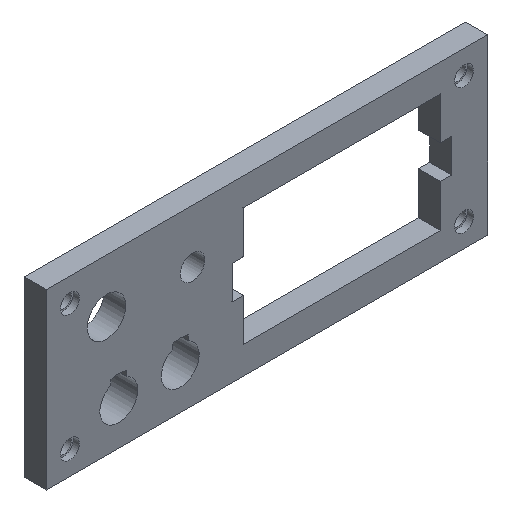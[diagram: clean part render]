
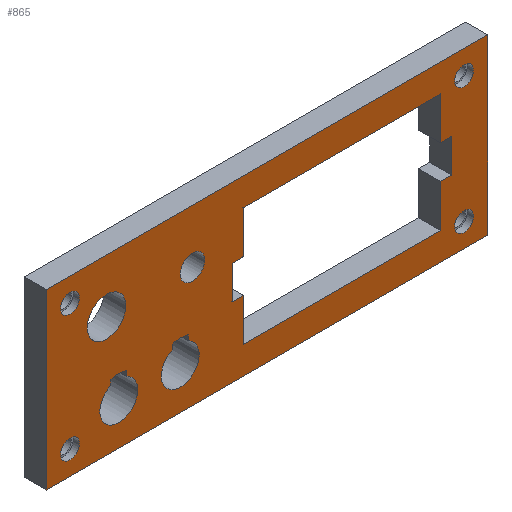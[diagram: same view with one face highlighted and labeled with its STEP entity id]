
A CAD part, isometric view. The second image highlights one B-rep face of the part: STEP entity #865.
In plain terms, the highlighted planar face has unit normal (0, -1, 0).
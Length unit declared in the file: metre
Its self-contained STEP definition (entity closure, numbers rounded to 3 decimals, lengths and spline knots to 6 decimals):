
#12=PLANE('',#932);
#46=LINE('',#1294,#122);
#47=LINE('',#1299,#123);
#48=LINE('',#1310,#124);
#49=LINE('',#1313,#125);
#50=LINE('',#1315,#126);
#51=LINE('',#1317,#127);
#52=LINE('',#1322,#128);
#53=LINE('',#1325,#129);
#54=LINE('',#1327,#130);
#55=LINE('',#1329,#131);
#56=LINE('',#1331,#132);
#57=LINE('',#1333,#133);
#58=LINE('',#1335,#134);
#59=LINE('',#1337,#135);
#60=LINE('',#1339,#136);
#61=LINE('',#1341,#137);
#62=LINE('',#1343,#138);
#63=LINE('',#1345,#139);
#64=LINE('',#1349,#140);
#65=LINE('',#1350,#141);
#122=VECTOR('',#1033,1.);
#123=VECTOR('',#1036,1.);
#124=VECTOR('',#1047,1.);
#125=VECTOR('',#1048,1.);
#126=VECTOR('',#1049,1.);
#127=VECTOR('',#1050,1.);
#128=VECTOR('',#1055,1.);
#129=VECTOR('',#1056,1.);
#130=VECTOR('',#1057,1.);
#131=VECTOR('',#1058,1.);
#132=VECTOR('',#1059,1.);
#133=VECTOR('',#1060,1.);
#134=VECTOR('',#1061,1.);
#135=VECTOR('',#1062,1.);
#136=VECTOR('',#1063,1.);
#137=VECTOR('',#1064,1.);
#138=VECTOR('',#1065,1.);
#139=VECTOR('',#1066,1.);
#140=VECTOR('',#1069,1.);
#141=VECTOR('',#1070,1.);
#200=ORIENTED_EDGE('',*,*,#432,.F.);
#201=ORIENTED_EDGE('',*,*,#433,.F.);
#202=ORIENTED_EDGE('',*,*,#434,.T.);
#203=ORIENTED_EDGE('',*,*,#435,.F.);
#204=ORIENTED_EDGE('',*,*,#436,.F.);
#205=ORIENTED_EDGE('',*,*,#437,.F.);
#206=ORIENTED_EDGE('',*,*,#438,.F.);
#207=ORIENTED_EDGE('',*,*,#439,.F.);
#208=ORIENTED_EDGE('',*,*,#440,.T.);
#209=ORIENTED_EDGE('',*,*,#441,.T.);
#210=ORIENTED_EDGE('',*,*,#442,.F.);
#211=ORIENTED_EDGE('',*,*,#443,.F.);
#212=ORIENTED_EDGE('',*,*,#444,.F.);
#213=ORIENTED_EDGE('',*,*,#445,.F.);
#214=ORIENTED_EDGE('',*,*,#446,.F.);
#215=ORIENTED_EDGE('',*,*,#447,.T.);
#216=ORIENTED_EDGE('',*,*,#448,.F.);
#217=ORIENTED_EDGE('',*,*,#449,.F.);
#218=ORIENTED_EDGE('',*,*,#450,.T.);
#219=ORIENTED_EDGE('',*,*,#451,.F.);
#220=ORIENTED_EDGE('',*,*,#452,.F.);
#221=ORIENTED_EDGE('',*,*,#453,.F.);
#222=ORIENTED_EDGE('',*,*,#454,.T.);
#223=ORIENTED_EDGE('',*,*,#455,.T.);
#224=ORIENTED_EDGE('',*,*,#456,.T.);
#225=ORIENTED_EDGE('',*,*,#457,.F.);
#226=ORIENTED_EDGE('',*,*,#458,.F.);
#227=ORIENTED_EDGE('',*,*,#459,.T.);
#228=ORIENTED_EDGE('',*,*,#428,.F.);
#229=ORIENTED_EDGE('',*,*,#460,.F.);
#428=EDGE_CURVE('',#544,#545,#628,.T.);
#432=EDGE_CURVE('',#548,#549,#46,.T.);
#433=EDGE_CURVE('',#550,#548,#630,.T.);
#434=EDGE_CURVE('',#550,#551,#47,.T.);
#435=EDGE_CURVE('',#549,#551,#631,.T.);
#436=EDGE_CURVE('',#552,#552,#632,.T.);
#437=EDGE_CURVE('',#553,#553,#633,.T.);
#438=EDGE_CURVE('',#554,#554,#634,.T.);
#439=EDGE_CURVE('',#555,#555,#635,.T.);
#440=EDGE_CURVE('',#556,#557,#48,.T.);
#441=EDGE_CURVE('',#557,#558,#49,.T.);
#442=EDGE_CURVE('',#559,#558,#50,.T.);
#443=EDGE_CURVE('',#556,#559,#51,.T.);
#444=EDGE_CURVE('',#560,#560,#636,.T.);
#445=EDGE_CURVE('',#561,#561,#637,.T.);
#446=EDGE_CURVE('',#562,#563,#52,.T.);
#447=EDGE_CURVE('',#562,#564,#53,.T.);
#448=EDGE_CURVE('',#565,#564,#54,.T.);
#449=EDGE_CURVE('',#566,#565,#55,.T.);
#450=EDGE_CURVE('',#566,#567,#56,.T.);
#451=EDGE_CURVE('',#568,#567,#57,.T.);
#452=EDGE_CURVE('',#569,#568,#58,.T.);
#453=EDGE_CURVE('',#570,#569,#59,.T.);
#454=EDGE_CURVE('',#570,#571,#60,.T.);
#455=EDGE_CURVE('',#571,#572,#61,.T.);
#456=EDGE_CURVE('',#572,#573,#62,.T.);
#457=EDGE_CURVE('',#563,#573,#63,.T.);
#458=EDGE_CURVE('',#574,#575,#638,.T.);
#459=EDGE_CURVE('',#574,#545,#64,.T.);
#460=EDGE_CURVE('',#575,#544,#65,.T.);
#544=VERTEX_POINT('',#1286);
#545=VERTEX_POINT('',#1287);
#548=VERTEX_POINT('',#1295);
#549=VERTEX_POINT('',#1296);
#550=VERTEX_POINT('',#1298);
#551=VERTEX_POINT('',#1300);
#552=VERTEX_POINT('',#1303);
#553=VERTEX_POINT('',#1305);
#554=VERTEX_POINT('',#1307);
#555=VERTEX_POINT('',#1309);
#556=VERTEX_POINT('',#1311);
#557=VERTEX_POINT('',#1312);
#558=VERTEX_POINT('',#1314);
#559=VERTEX_POINT('',#1316);
#560=VERTEX_POINT('',#1319);
#561=VERTEX_POINT('',#1321);
#562=VERTEX_POINT('',#1323);
#563=VERTEX_POINT('',#1324);
#564=VERTEX_POINT('',#1326);
#565=VERTEX_POINT('',#1328);
#566=VERTEX_POINT('',#1330);
#567=VERTEX_POINT('',#1332);
#568=VERTEX_POINT('',#1334);
#569=VERTEX_POINT('',#1336);
#570=VERTEX_POINT('',#1338);
#571=VERTEX_POINT('',#1340);
#572=VERTEX_POINT('',#1342);
#573=VERTEX_POINT('',#1344);
#574=VERTEX_POINT('',#1347);
#575=VERTEX_POINT('',#1348);
#628=CIRCLE('',#930,0.006);
#630=CIRCLE('',#933,0.0075);
#631=CIRCLE('',#934,0.006);
#632=CIRCLE('',#935,0.003);
#633=CIRCLE('',#936,0.003);
#634=CIRCLE('',#937,0.003);
#635=CIRCLE('',#938,0.003);
#636=CIRCLE('',#939,0.003875);
#637=CIRCLE('',#940,0.006125);
#638=CIRCLE('',#941,0.0075);
#669=EDGE_LOOP('',(#200,#201,#202,#203));
#670=EDGE_LOOP('',(#204));
#671=EDGE_LOOP('',(#205));
#672=EDGE_LOOP('',(#206));
#673=EDGE_LOOP('',(#207));
#674=EDGE_LOOP('',(#208,#209,#210,#211));
#675=EDGE_LOOP('',(#212));
#676=EDGE_LOOP('',(#213));
#677=EDGE_LOOP('',(#214,#215,#216,#217,#218,#219,#220,#221,#222,#223,#224,
#225));
#678=EDGE_LOOP('',(#226,#227,#228,#229));
#757=FACE_BOUND('',#669,.T.);
#758=FACE_BOUND('',#670,.T.);
#759=FACE_BOUND('',#671,.T.);
#760=FACE_BOUND('',#672,.T.);
#761=FACE_BOUND('',#673,.T.);
#762=FACE_BOUND('',#674,.T.);
#763=FACE_BOUND('',#675,.T.);
#764=FACE_BOUND('',#676,.T.);
#765=FACE_BOUND('',#677,.T.);
#766=FACE_BOUND('',#678,.T.);
#865=ADVANCED_FACE('',(#757,#758,#759,#760,#761,#762,#763,#764,#765,#766),
#12,.T.);
#930=AXIS2_PLACEMENT_3D('',#1285,#1025,#1026);
#932=AXIS2_PLACEMENT_3D('',#1293,#1031,#1032);
#933=AXIS2_PLACEMENT_3D('',#1297,#1034,#1035);
#934=AXIS2_PLACEMENT_3D('',#1301,#1037,#1038);
#935=AXIS2_PLACEMENT_3D('',#1302,#1039,#1040);
#936=AXIS2_PLACEMENT_3D('',#1304,#1041,#1042);
#937=AXIS2_PLACEMENT_3D('',#1306,#1043,#1044);
#938=AXIS2_PLACEMENT_3D('',#1308,#1045,#1046);
#939=AXIS2_PLACEMENT_3D('',#1318,#1051,#1052);
#940=AXIS2_PLACEMENT_3D('',#1320,#1053,#1054);
#941=AXIS2_PLACEMENT_3D('',#1346,#1067,#1068);
#1025=DIRECTION('',(0.,-1.,0.));
#1026=DIRECTION('',(0.,0.,-1.));
#1031=DIRECTION('',(0.,-1.,0.));
#1032=DIRECTION('',(1.,0.,0.));
#1033=DIRECTION('',(0.,0.,-1.));
#1034=DIRECTION('',(0.,-1.,0.));
#1035=DIRECTION('',(0.,0.,-1.));
#1036=DIRECTION('',(0.,0.,-1.));
#1037=DIRECTION('',(0.,-1.,0.));
#1038=DIRECTION('',(0.,0.,-1.));
#1039=DIRECTION('',(0.,-1.,0.));
#1040=DIRECTION('',(0.,0.,-1.));
#1041=DIRECTION('',(0.,-1.,0.));
#1042=DIRECTION('',(0.,0.,-1.));
#1043=DIRECTION('',(0.,-1.,0.));
#1044=DIRECTION('',(0.,0.,-1.));
#1045=DIRECTION('',(0.,-1.,0.));
#1046=DIRECTION('',(0.,0.,-1.));
#1047=DIRECTION('',(0.,0.,1.));
#1048=DIRECTION('',(-1.,0.,0.));
#1049=DIRECTION('',(0.,0.,1.));
#1050=DIRECTION('',(-1.,0.,0.));
#1051=DIRECTION('',(0.,-1.,0.));
#1052=DIRECTION('',(0.,0.,-1.));
#1053=DIRECTION('',(0.,-1.,0.));
#1054=DIRECTION('',(0.,0.,-1.));
#1055=DIRECTION('',(-1.,0.,0.));
#1056=DIRECTION('',(0.,0.,1.));
#1057=DIRECTION('',(-1.,0.,0.));
#1058=DIRECTION('',(0.,0.,1.));
#1059=DIRECTION('',(1.,0.,0.));
#1060=DIRECTION('',(0.,0.,1.));
#1061=DIRECTION('',(1.,0.,0.));
#1062=DIRECTION('',(0.,0.,1.));
#1063=DIRECTION('',(-1.,0.,0.));
#1064=DIRECTION('',(0.,0.,1.));
#1065=DIRECTION('',(-1.,0.,0.));
#1066=DIRECTION('',(0.,0.,-1.));
#1067=DIRECTION('',(0.,-1.,0.));
#1068=DIRECTION('',(0.,0.,-1.));
#1069=DIRECTION('',(0.,0.,-1.));
#1070=DIRECTION('',(0.,0.,-1.));
#1285=CARTESIAN_POINT('',(-0.047,-0.007,-0.0145));
#1286=CARTESIAN_POINT('',(-0.0495,-0.007,-0.009046));
#1287=CARTESIAN_POINT('',(-0.0445,-0.007,-0.009046));
#1293=CARTESIAN_POINT('',(0.,-0.007,0.));
#1294=CARTESIAN_POINT('',(-0.03,-0.007,0.));
#1295=CARTESIAN_POINT('',(-0.03,-0.007,-0.007429));
#1296=CARTESIAN_POINT('',(-0.03,-0.007,-0.009046));
#1297=CARTESIAN_POINT('',(-0.0275,-0.007,-0.0145));
#1298=CARTESIAN_POINT('',(-0.025,-0.007,-0.007429));
#1299=CARTESIAN_POINT('',(-0.025,-0.007,0.));
#1300=CARTESIAN_POINT('',(-0.025,-0.007,-0.009046));
#1301=CARTESIAN_POINT('',(-0.0275,-0.007,-0.0145));
#1302=CARTESIAN_POINT('',(-0.06245,-0.007,-0.02));
#1303=CARTESIAN_POINT('',(-0.06245,-0.007,-0.023));
#1304=CARTESIAN_POINT('',(0.06245,-0.007,0.02));
#1305=CARTESIAN_POINT('',(0.06245,-0.007,0.017));
#1306=CARTESIAN_POINT('',(0.06245,-0.007,-0.02));
#1307=CARTESIAN_POINT('',(0.06245,-0.007,-0.023));
#1308=CARTESIAN_POINT('',(-0.06245,-0.007,0.02));
#1309=CARTESIAN_POINT('',(-0.06245,-0.007,0.017));
#1310=CARTESIAN_POINT('',(0.06995,-0.007,0.));
#1311=CARTESIAN_POINT('',(0.06995,-0.007,-0.0275));
#1312=CARTESIAN_POINT('',(0.06995,-0.007,0.0275));
#1313=CARTESIAN_POINT('',(0.,-0.007,0.0275));
#1314=CARTESIAN_POINT('',(-0.06995,-0.007,0.0275));
#1315=CARTESIAN_POINT('',(-0.06995,-0.007,0.));
#1316=CARTESIAN_POINT('',(-0.06995,-0.007,-0.0275));
#1317=CARTESIAN_POINT('',(0.,-0.007,-0.0275));
#1318=CARTESIAN_POINT('',(-0.023625,-0.007,0.0105));
#1319=CARTESIAN_POINT('',(-0.023625,-0.007,0.006625));
#1320=CARTESIAN_POINT('',(-0.050875,-0.007,0.0105));
#1321=CARTESIAN_POINT('',(-0.050875,-0.007,0.004375));
#1322=CARTESIAN_POINT('',(-0.009275,-0.007,0.0053));
#1323=CARTESIAN_POINT('',(-0.0075,-0.007,0.0053));
#1324=CARTESIAN_POINT('',(-0.01105,-0.007,0.0053));
#1325=CARTESIAN_POINT('',(-0.0075,-0.007,0.012025));
#1326=CARTESIAN_POINT('',(-0.0075,-0.007,0.01875));
#1327=CARTESIAN_POINT('',(0.02375,-0.007,0.01875));
#1328=CARTESIAN_POINT('',(0.055,-0.007,0.01875));
#1329=CARTESIAN_POINT('',(0.055,-0.007,0.012025));
#1330=CARTESIAN_POINT('',(0.055,-0.007,0.0053));
#1331=CARTESIAN_POINT('',(0.056775,-0.007,0.0053));
#1332=CARTESIAN_POINT('',(0.05855,-0.007,0.0053));
#1333=CARTESIAN_POINT('',(0.05855,-0.007,0.));
#1334=CARTESIAN_POINT('',(0.05855,-0.007,-0.0053));
#1335=CARTESIAN_POINT('',(0.056775,-0.007,-0.0053));
#1336=CARTESIAN_POINT('',(0.055,-0.007,-0.0053));
#1337=CARTESIAN_POINT('',(0.055,-0.007,-0.012025));
#1338=CARTESIAN_POINT('',(0.055,-0.007,-0.01875));
#1339=CARTESIAN_POINT('',(0.02375,-0.007,-0.01875));
#1340=CARTESIAN_POINT('',(-0.0075,-0.007,-0.01875));
#1341=CARTESIAN_POINT('',(-0.0075,-0.007,-0.012025));
#1342=CARTESIAN_POINT('',(-0.0075,-0.007,-0.0053));
#1343=CARTESIAN_POINT('',(-0.009275,-0.007,-0.0053));
#1344=CARTESIAN_POINT('',(-0.01105,-0.007,-0.0053));
#1345=CARTESIAN_POINT('',(-0.01105,-0.007,0.));
#1346=CARTESIAN_POINT('',(-0.047,-0.007,-0.0145));
#1347=CARTESIAN_POINT('',(-0.0445,-0.007,-0.007429));
#1348=CARTESIAN_POINT('',(-0.0495,-0.007,-0.007429));
#1349=CARTESIAN_POINT('',(-0.0445,-0.007,0.));
#1350=CARTESIAN_POINT('',(-0.0495,-0.007,0.));
